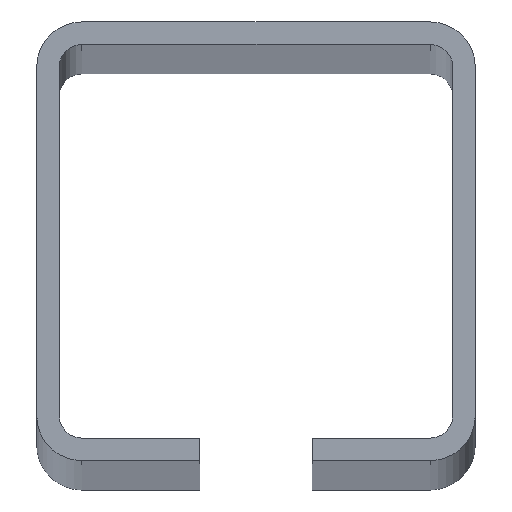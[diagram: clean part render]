
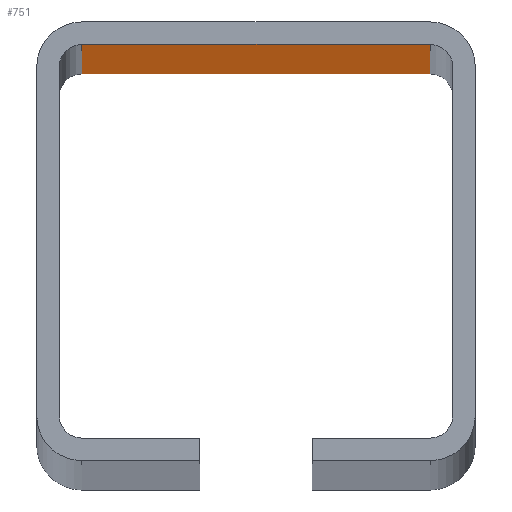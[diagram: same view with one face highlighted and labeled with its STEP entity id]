
A CAD part, top view. The second image highlights one B-rep face of the part: STEP entity #751.
In plain terms, the highlighted planar face has unit normal (0, -1, 0).
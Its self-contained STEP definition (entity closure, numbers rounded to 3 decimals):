
#16 = EDGE_LOOP ( 'NONE', ( #652, #239, #509, #78 ) ) ;
#43 = EDGE_CURVE ( 'NONE', #439, #338, #144, .T. ) ;
#44 = CARTESIAN_POINT ( 'NONE',  ( 31., 35., 0. ) ) ;
#78 = ORIENTED_EDGE ( 'NONE', *, *, #82, .T. ) ;
#82 = EDGE_CURVE ( 'NONE', #322, #439, #297, .T. ) ;
#84 = DIRECTION ( 'NONE',  ( 1., 0., 0. ) ) ;
#96 = EDGE_CURVE ( 'NONE', #130, #338, #416, .T. ) ;
#101 = DIRECTION ( 'NONE',  ( 1., 0., 0. ) ) ;
#130 = VERTEX_POINT ( 'NONE', #755 ) ;
#131 = CARTESIAN_POINT ( 'NONE',  ( -31., 35., 3000. ) ) ;
#136 = VECTOR ( 'NONE', #84, 1000. ) ;
#144 = LINE ( 'NONE', #636, #716 ) ;
#215 = PLANE ( 'NONE',  #446 ) ;
#239 = ORIENTED_EDGE ( 'NONE', *, *, #96, .F. ) ;
#297 = LINE ( 'NONE', #731, #702 ) ;
#322 = VERTEX_POINT ( 'NONE', #761 ) ;
#324 = CARTESIAN_POINT ( 'NONE',  ( -31., 35., 3000. ) ) ;
#338 = VERTEX_POINT ( 'NONE', #44 ) ;
#371 = DIRECTION ( 'NONE',  ( 0., 1., 0. ) ) ;
#416 = LINE ( 'NONE', #487, #657 ) ;
#427 = FACE_OUTER_BOUND ( 'NONE', #16, .T. ) ;
#439 = VERTEX_POINT ( 'NONE', #575 ) ;
#446 = AXIS2_PLACEMENT_3D ( 'NONE', #131, #371, #609 ) ;
#479 = DIRECTION ( 'NONE',  ( 0., 0., -1. ) ) ;
#485 = EDGE_CURVE ( 'NONE', #322, #130, #570, .T. ) ;
#487 = CARTESIAN_POINT ( 'NONE',  ( 31., 35., 3000. ) ) ;
#489 = DIRECTION ( 'NONE',  ( 0., 0., -1. ) ) ;
#509 = ORIENTED_EDGE ( 'NONE', *, *, #485, .F. ) ;
#570 = LINE ( 'NONE', #324, #136 ) ;
#575 = CARTESIAN_POINT ( 'NONE',  ( -31., 35., 0. ) ) ;
#609 = DIRECTION ( 'NONE',  ( 0., 0., 1. ) ) ;
#636 = CARTESIAN_POINT ( 'NONE',  ( -31., 35., 0. ) ) ;
#652 = ORIENTED_EDGE ( 'NONE', *, *, #43, .T. ) ;
#657 = VECTOR ( 'NONE', #489, 1000. ) ;
#702 = VECTOR ( 'NONE', #479, 1000. ) ;
#716 = VECTOR ( 'NONE', #101, 1000. ) ;
#731 = CARTESIAN_POINT ( 'NONE',  ( -31., 35., 3000. ) ) ;
#751 = ADVANCED_FACE ( 'NONE', ( #427 ), #215, .F. ) ;
#755 = CARTESIAN_POINT ( 'NONE',  ( 31., 35., 3000. ) ) ;
#761 = CARTESIAN_POINT ( 'NONE',  ( -31., 35., 3000. ) ) ;
